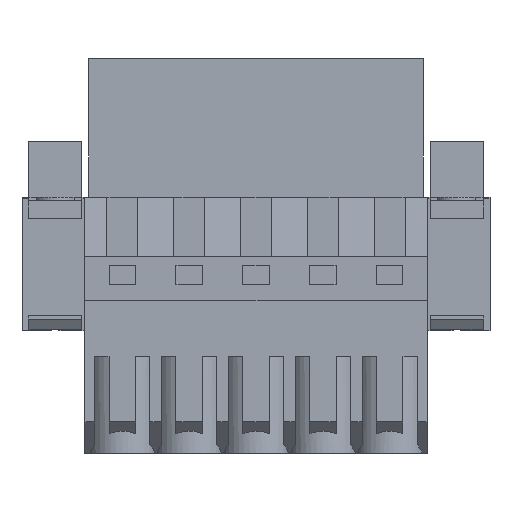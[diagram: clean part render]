
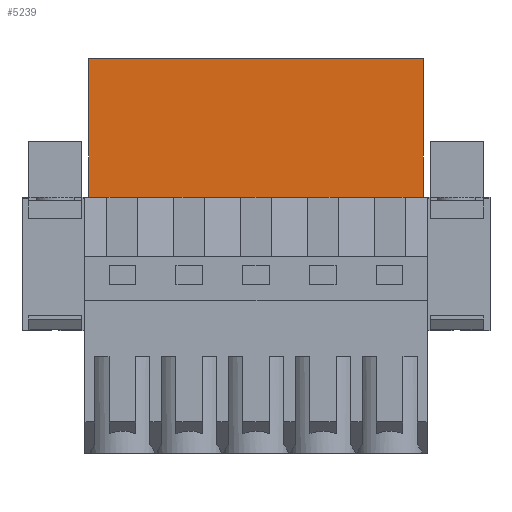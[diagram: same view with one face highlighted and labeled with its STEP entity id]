
A CAD part, front view. The second image highlights one B-rep face of the part: STEP entity #5239.
In plain terms, the highlighted planar face has unit normal (0, -1, 0).
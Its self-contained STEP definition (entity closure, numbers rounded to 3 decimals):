
#5221=AXIS2_PLACEMENT_3D('Plane Axis2P3D',#5218,#5219,#5220) ;
#3009=CARTESIAN_POINT('Line Origine',(26.67,3.,29.207)) ;
#3013=CARTESIAN_POINT('Vertex',(45.734,3.,29.207)) ;
#3015=CARTESIAN_POINT('Vertex',(7.606,3.,29.207)) ;
#3343=CARTESIAN_POINT('Vertex',(7.606,3.,45.007)) ;
#3346=CARTESIAN_POINT('Line Origine',(26.67,3.,45.007)) ;
#3350=CARTESIAN_POINT('Vertex',(45.734,3.,45.007)) ;
#5218=CARTESIAN_POINT('Axis2P3D Location',(38.55,3.,29.207)) ;
#5223=CARTESIAN_POINT('Line Origine',(7.606,3.,37.107)) ;
#5228=CARTESIAN_POINT('Line Origine',(45.734,3.,37.107)) ;
#3010=DIRECTION('Vector Direction',(-1.,0.,0.)) ;
#3347=DIRECTION('Vector Direction',(-1.,0.,0.)) ;
#5219=DIRECTION('Axis2P3D Direction',(0.,-1.,0.)) ;
#5220=DIRECTION('Axis2P3D XDirection',(0.,0.,1.)) ;
#5224=DIRECTION('Vector Direction',(0.,0.,-1.)) ;
#5229=DIRECTION('Vector Direction',(0.,0.,-1.)) ;
#3011=VECTOR('Line Direction',#3010,1.) ;
#3348=VECTOR('Line Direction',#3347,1.) ;
#5225=VECTOR('Line Direction',#5224,1.) ;
#5230=VECTOR('Line Direction',#5229,1.) ;
#5234=ORIENTED_EDGE('',*,*,#3352,.T.) ;
#5235=ORIENTED_EDGE('',*,*,#5227,.T.) ;
#5236=ORIENTED_EDGE('',*,*,#3017,.F.) ;
#5237=ORIENTED_EDGE('',*,*,#5232,.F.) ;
#5239=ADVANCED_FACE('HOUSING',(#5238),#5222,.T.) ;
#3017=EDGE_CURVE('',#3014,#3016,#3012,.T.) ;
#3352=EDGE_CURVE('',#3351,#3344,#3349,.T.) ;
#5227=EDGE_CURVE('',#3344,#3016,#5226,.T.) ;
#5232=EDGE_CURVE('',#3351,#3014,#5231,.T.) ;
#5233=EDGE_LOOP('',(#5234,#5235,#5236,#5237)) ;
#5238=FACE_OUTER_BOUND('',#5233,.T.) ;
#3012=LINE('Line',#3009,#3011) ;
#3349=LINE('Line',#3346,#3348) ;
#5226=LINE('Line',#5223,#5225) ;
#5231=LINE('Line',#5228,#5230) ;
#5222=PLANE('',#5221) ;
#3014=VERTEX_POINT('',#3013) ;
#3016=VERTEX_POINT('',#3015) ;
#3344=VERTEX_POINT('',#3343) ;
#3351=VERTEX_POINT('',#3350) ;
